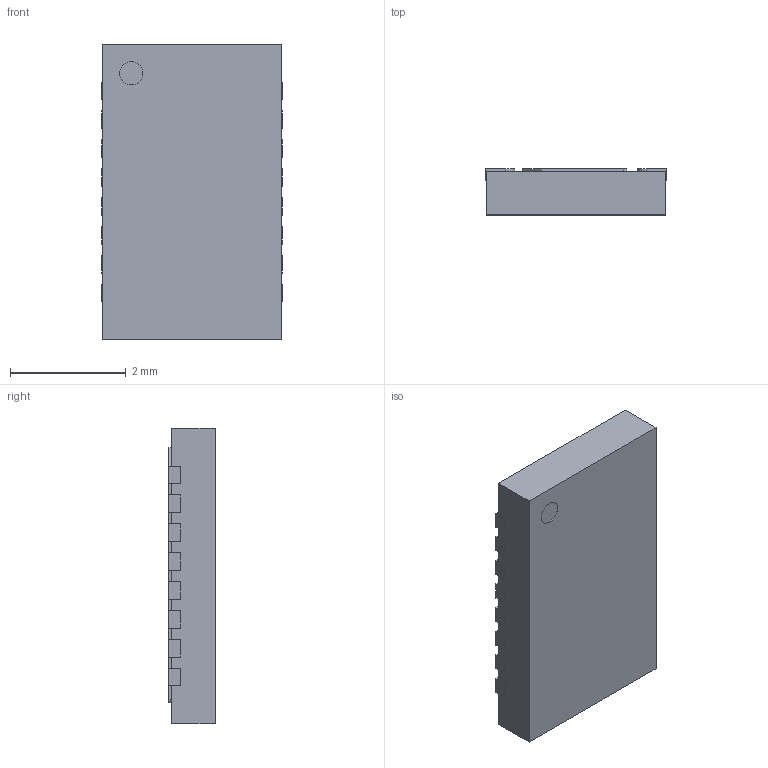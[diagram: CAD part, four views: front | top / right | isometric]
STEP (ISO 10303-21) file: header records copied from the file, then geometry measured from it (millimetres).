
FILE_DESCRIPTION(('FreeCAD Model'),'2;1');
FILE_NAME('DFN-16-5x3mm.step' ,'2017-08-03T16:34:47',('kicad StepUp'),('ksu MCAD'), 'Open CASCADE STEP processor 6.8','FreeCAD','Unknown');
FILE_SCHEMA(('AUTOMOTIVE_DESIGN_CC2 { 1 2 10303 214 -1 1 5 4 }'));
Length unit declared in the file: millimetre
Products named in the file (1): DFN-16-5x3mm
Bounding box: 3.12 x 0.8 x 5.1 mm (x, y, z)
Volume: 12.4 mm3; surface area: 45.9 mm2
Topology: 1 solids, 1 shells, 114 faces, 330 edges, 220 vertices
Faces by surface type: plane 93, cylinder 21
Entity records: 4528 total; most frequent: CARTESIAN_POINT 665, ORIENTED_EDGE 660, DIRECTION 602, EDGE_CURVE 330, LINE 288, VECTOR 288, VERTEX_POINT 220, AXIS2_PLACEMENT_3D 157
